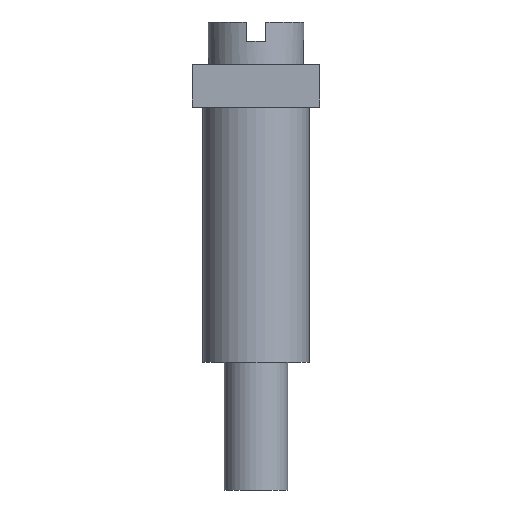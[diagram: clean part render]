
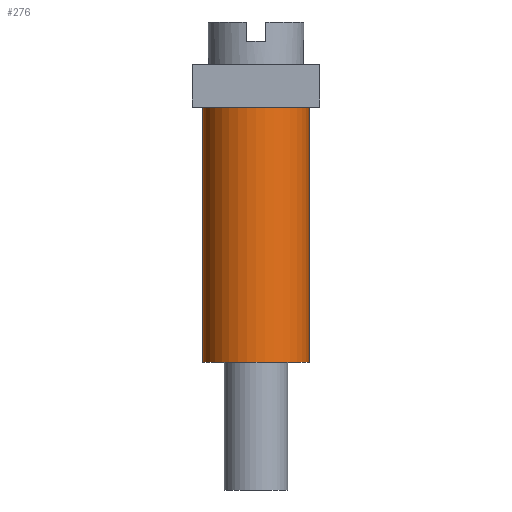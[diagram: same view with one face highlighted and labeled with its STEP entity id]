
A CAD part, left-side view. The second image highlights one B-rep face of the part: STEP entity #276.
In plain terms, the highlighted cylindrical face has radius 2.5 mm (diameter 5 mm), a full revolution.
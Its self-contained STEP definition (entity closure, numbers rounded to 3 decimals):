
#276=ADVANCED_FACE('',(#370,#371),#346,.T.);
#346=CYLINDRICAL_SURFACE('',#1037,2.5);
#370=FACE_BOUND('',#460,.T.);
#371=FACE_BOUND('',#461,.T.);
#460=EDGE_LOOP('',(#578));
#461=EDGE_LOOP('',(#579));
#578=ORIENTED_EDGE('',*,*,#870,.F.);
#579=ORIENTED_EDGE('',*,*,#871,.T.);
#786=VERTEX_POINT('',#1473);
#787=VERTEX_POINT('',#1475);
#870=EDGE_CURVE('',#786,#786,#974,.T.);
#871=EDGE_CURVE('',#787,#787,#975,.T.);
#974=CIRCLE('',#1035,2.5);
#975=CIRCLE('',#1036,2.5);
#1035=AXIS2_PLACEMENT_3D('',#1472,#1167,#1168);
#1036=AXIS2_PLACEMENT_3D('',#1474,#1169,#1170);
#1037=AXIS2_PLACEMENT_3D('',#1476,#1171,#1172);
#1167=DIRECTION('',(0.,0.,1.));
#1168=DIRECTION('',(1.,0.,0.));
#1169=DIRECTION('',(0.,0.,1.));
#1170=DIRECTION('',(1.,0.,0.));
#1171=DIRECTION('',(0.,0.,-1.));
#1172=DIRECTION('',(1.,0.,0.));
#1472=CARTESIAN_POINT('',(-0.925,0.,-2.));
#1473=CARTESIAN_POINT('',(1.575,0.,-2.));
#1474=CARTESIAN_POINT('',(-0.925,0.,-14.));
#1475=CARTESIAN_POINT('',(1.575,0.,-14.));
#1476=CARTESIAN_POINT('',(-0.925,0.,-2.));
